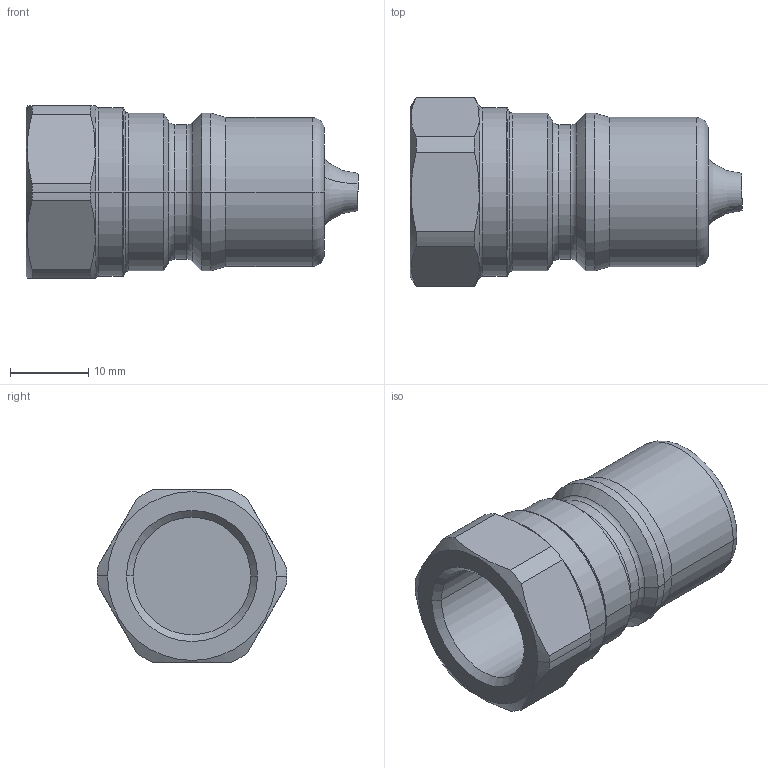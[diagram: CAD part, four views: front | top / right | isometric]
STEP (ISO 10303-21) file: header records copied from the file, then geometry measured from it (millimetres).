
FILE_DESCRIPTION (( 'STEP AP214' ), '1' );
FILE_NAME ('IB3820.STEP', '2015-09-02T13:21:55', ( 'admin' ), ( 'Microsoft' ), 'SwSTEP 2.0', 'SolidWorks 2009', '' );
FILE_SCHEMA (( 'AUTOMOTIVE_DESIGN' ));
Length unit declared in the file: millimetre
Products named in the file (1): IB3820
Bounding box: 42.3 x 24.2 x 22 mm (x, y, z)
Volume: 10001.4 mm3; surface area: 3917.7 mm2
Topology: 1 solids, 1 shells, 67 faces, 149 edges, 86 vertices
Faces by surface type: cone 22, cylinder 21, torus 14, plane 10
Entity records: 1958 total; most frequent: CARTESIAN_POINT 411, DIRECTION 361, ORIENTED_EDGE 298, AXIS2_PLACEMENT_3D 156, EDGE_CURVE 149, CIRCLE 88, VERTEX_POINT 86, EDGE_LOOP 69
